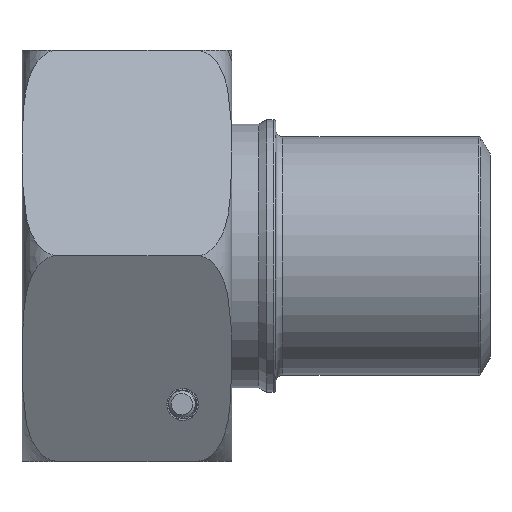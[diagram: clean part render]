
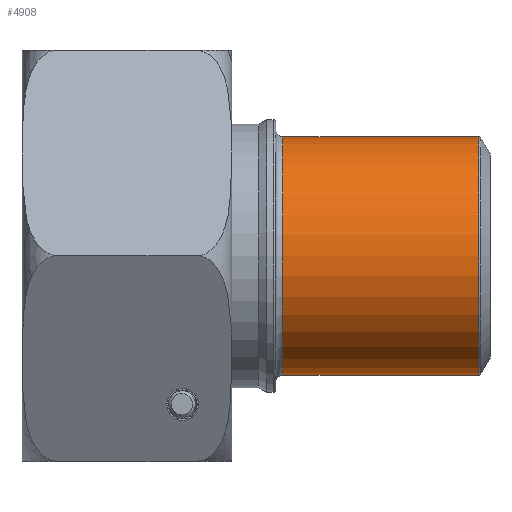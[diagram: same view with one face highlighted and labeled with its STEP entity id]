
A CAD part, top view. The second image highlights one B-rep face of the part: STEP entity #4908.
In plain terms, the highlighted cylindrical face has radius 13.35 mm (diameter 26.7 mm), a full revolution.
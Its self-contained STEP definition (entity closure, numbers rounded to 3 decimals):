
#65=CYLINDRICAL_SURFACE('',#5318,13.35);
#703=LINE('',#9653,#1262);
#1262=VECTOR('',#6489,13.35);
#1729=FACE_OUTER_BOUND('',#2008,.T.);
#2008=EDGE_LOOP('',(#4583,#4584,#4585,#4586,#4587,#4588));
#2080=CIRCLE('',#5319,13.35);
#2081=CIRCLE('',#5320,13.35);
#2082=CIRCLE('',#5321,13.35);
#2083=CIRCLE('',#5322,13.35);
#2548=VERTEX_POINT('',#9648);
#2549=VERTEX_POINT('',#9649);
#2550=VERTEX_POINT('',#9652);
#2551=VERTEX_POINT('',#9654);
#3231=EDGE_CURVE('',#2548,#2549,#2080,.T.);
#3232=EDGE_CURVE('',#2549,#2548,#2081,.T.);
#3233=EDGE_CURVE('',#2548,#2550,#703,.T.);
#3234=EDGE_CURVE('',#2550,#2551,#2082,.T.);
#3235=EDGE_CURVE('',#2551,#2550,#2083,.T.);
#4583=ORIENTED_EDGE('',*,*,#3231,.T.);
#4584=ORIENTED_EDGE('',*,*,#3232,.T.);
#4585=ORIENTED_EDGE('',*,*,#3233,.T.);
#4586=ORIENTED_EDGE('',*,*,#3234,.T.);
#4587=ORIENTED_EDGE('',*,*,#3235,.T.);
#4588=ORIENTED_EDGE('',*,*,#3233,.F.);
#4908=ADVANCED_FACE('',(#1729),#65,.T.);
#5318=AXIS2_PLACEMENT_3D('',#9647,#6483,#6484);
#5319=AXIS2_PLACEMENT_3D('',#9650,#6485,#6486);
#5320=AXIS2_PLACEMENT_3D('',#9651,#6487,#6488);
#5321=AXIS2_PLACEMENT_3D('',#9655,#6490,#6491);
#5322=AXIS2_PLACEMENT_3D('',#9656,#6492,#6493);
#6483=DIRECTION('center_axis',(-1.,0.,0.));
#6484=DIRECTION('ref_axis',(0.,0.,1.));
#6485=DIRECTION('center_axis',(1.,0.,0.));
#6486=DIRECTION('ref_axis',(0.,0.,-1.));
#6487=DIRECTION('center_axis',(1.,0.,0.));
#6488=DIRECTION('ref_axis',(0.,0.,-1.));
#6489=DIRECTION('',(1.,0.,0.));
#6490=DIRECTION('center_axis',(-1.,0.,0.));
#6491=DIRECTION('ref_axis',(0.,0.,-1.));
#6492=DIRECTION('center_axis',(-1.,0.,0.));
#6493=DIRECTION('ref_axis',(0.,0.,-1.));
#9647=CARTESIAN_POINT('Origin',(0.,0.,0.));
#9648=CARTESIAN_POINT('',(27.3,0.,-13.35));
#9649=CARTESIAN_POINT('',(27.3,0.,13.35));
#9650=CARTESIAN_POINT('Origin',(27.3,0.,0.));
#9651=CARTESIAN_POINT('Origin',(27.3,0.,0.));
#9652=CARTESIAN_POINT('',(49.23,0.,-13.35));
#9653=CARTESIAN_POINT('',(0.,0.,-13.35));
#9654=CARTESIAN_POINT('',(49.23,0.,13.35));
#9655=CARTESIAN_POINT('Origin',(49.23,0.,0.));
#9656=CARTESIAN_POINT('Origin',(49.23,0.,0.));
